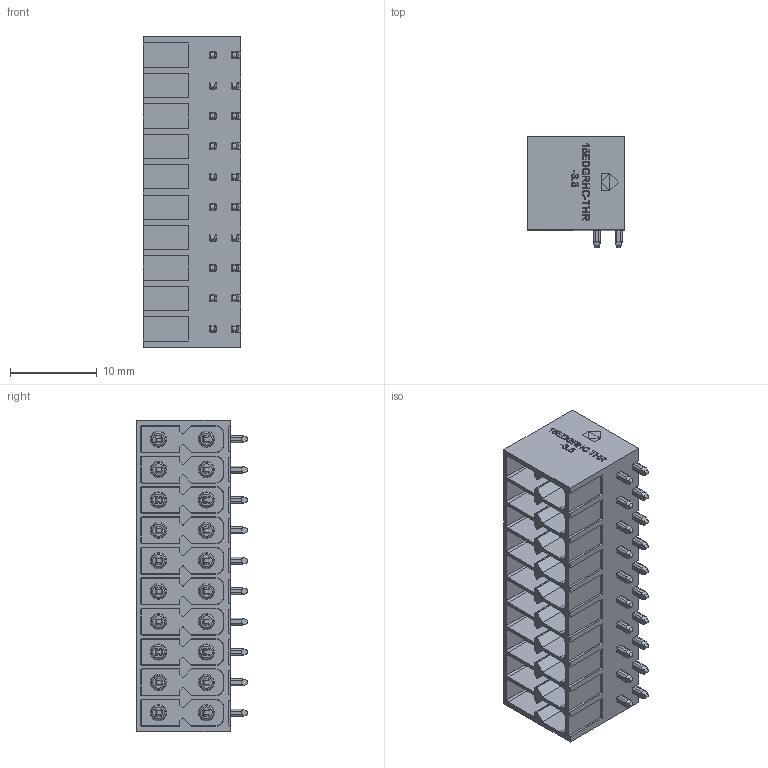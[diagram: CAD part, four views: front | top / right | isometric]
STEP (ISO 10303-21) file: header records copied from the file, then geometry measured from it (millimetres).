
FILE_DESCRIPTION(/* description */ ('Unknown'),/* implementation_level */ '2;1');
FILE_NAME(/* name */ '15EDGRHC-THR-3.5-20P-1Y-00A(H)-C',/* time_stamp */ '2022-06-21T15:02:16+08:00',/* author */ ('Unknown'),/* organization */ ('Unknown'),/* preprocessor_version */ 'ST-DEVELOPER v16.7',/* originating_system */ 'Solid Edge',/* authorisation */ 'Unknown');
FILE_SCHEMA (('AUTOMOTIVE_DESIGN {1 0 10303 214 3 1 1}'));
Length unit declared in the file: millimetre
Products named in the file (1): 15EDGRHC-THR-3
Bounding box: 11.2 x 12.8 x 35.8 mm (x, y, z)
Volume: 2416.3 mm3; surface area: 4349.7 mm2
Topology: 1 solids, 1 shells, 1233 faces, 3297 edges, 2167 vertices
Faces by surface type: plane 798, cylinder 312, cone 60, torus 40, bspline 23
Entity records: 38836 total; most frequent: CARTESIAN_POINT 7442, DIRECTION 6553, ORIENTED_EDGE 6514, EDGE_CURVE 3257, LINE 2243, VECTOR 2243, VERTEX_POINT 2167, AXIS2_PLACEMENT_3D 2155
